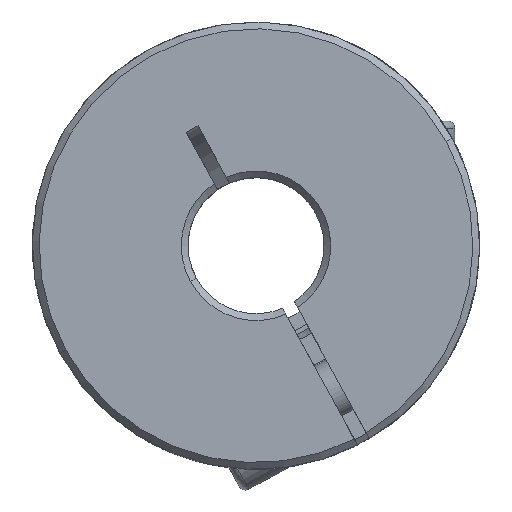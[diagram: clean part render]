
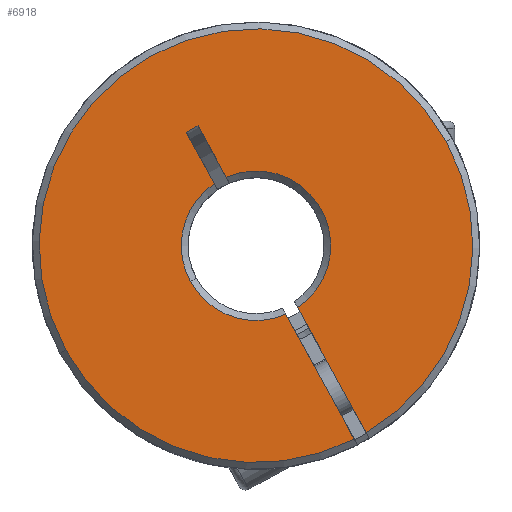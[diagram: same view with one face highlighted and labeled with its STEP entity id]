
A CAD part, front view. The second image highlights one B-rep face of the part: STEP entity #6918.
In plain terms, the highlighted planar face has unit normal (0, -1, 0).
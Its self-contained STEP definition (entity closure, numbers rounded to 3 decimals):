
#265 = VERTEX_POINT ( 'NONE', #8459 ) ;
#599 = ORIENTED_EDGE ( 'NONE', *, *, #6865, .T. ) ;
#1036 = ORIENTED_EDGE ( 'NONE', *, *, #2337, .T. ) ;
#1073 = EDGE_CURVE ( 'NONE', #8095, #3997, #7003, .T. ) ;
#1089 = CARTESIAN_POINT ( 'NONE',  ( 19.64, -18.227, 34.56 ) ) ;
#1095 = EDGE_LOOP ( 'NONE', ( #12908, #599, #10254, #9347, #9311, #2750, #1036, #13654, #2490, #2808, #13909 ) ) ;
#1110 = LINE ( 'NONE', #10185, #9997 ) ;
#1862 = CARTESIAN_POINT ( 'NONE',  ( 17.153, -18.227, 39.101 ) ) ;
#1978 = DIRECTION ( 'NONE',  ( 0., -1., 0. ) ) ;
#2171 = VERTEX_POINT ( 'NONE', #13506 ) ;
#2337 = EDGE_CURVE ( 'NONE', #3997, #13921, #9329, .T. ) ;
#2490 = ORIENTED_EDGE ( 'NONE', *, *, #12562, .F. ) ;
#2624 = VECTOR ( 'NONE', #10799, 1000. ) ;
#2649 = VECTOR ( 'NONE', #10892, 1000. ) ;
#2750 = ORIENTED_EDGE ( 'NONE', *, *, #1073, .T. ) ;
#2789 = CARTESIAN_POINT ( 'NONE',  ( 33.044, -18.227, 12.584 ) ) ;
#2808 = ORIENTED_EDGE ( 'NONE', *, *, #3681, .T. ) ;
#2844 = DIRECTION ( 'NONE',  ( -0.877, 0., -0.48 ) ) ;
#3211 = EDGE_CURVE ( 'NONE', #15443, #15217, #10723, .T. ) ;
#3303 = DIRECTION ( 'NONE',  ( 0., 1., 0. ) ) ;
#3389 = CARTESIAN_POINT ( 'NONE',  ( 23.323, -18.227, 29.083 ) ) ;
#3426 = VERTEX_POINT ( 'NONE', #9947 ) ;
#3558 = VERTEX_POINT ( 'NONE', #15554 ) ;
#3681 = EDGE_CURVE ( 'NONE', #265, #3426, #11266, .T. ) ;
#3997 = VERTEX_POINT ( 'NONE', #9661 ) ;
#4640 = DIRECTION ( 'NONE',  ( -0.877, 0., -0.48 ) ) ;
#4780 = DIRECTION ( 'NONE',  ( -0.877, 0., -0.48 ) ) ;
#4997 = LINE ( 'NONE', #7778, #10311 ) ;
#5188 = CARTESIAN_POINT ( 'NONE',  ( 23.323, -18.227, 29.083 ) ) ;
#5434 = DIRECTION ( 'NONE',  ( 0., 1., 0. ) ) ;
#5767 = CARTESIAN_POINT ( 'NONE',  ( 23.323, -18.227, 29.083 ) ) ;
#5825 = CARTESIAN_POINT ( 'NONE',  ( 23.323, -18.227, 29.083 ) ) ;
#5890 = LINE ( 'NONE', #12384, #2649 ) ;
#5906 = PLANE ( 'NONE',  #8553 ) ;
#6076 = CIRCLE ( 'NONE', #11867, 6.6 ) ;
#6865 = EDGE_CURVE ( 'NONE', #14258, #15217, #12982, .T. ) ;
#6918 = ADVANCED_FACE ( 'NONE', ( #10996 ), #5906, .T. ) ;
#7003 = CIRCLE ( 'NONE', #13336, 19.15 ) ;
#7027 = DIRECTION ( 'NONE',  ( -0.877, 0., -0.48 ) ) ;
#7095 = CIRCLE ( 'NONE', #12363, 6.6 ) ;
#7215 = CARTESIAN_POINT ( 'NONE',  ( 20.692, -18.227, 35.136 ) ) ;
#7778 = CARTESIAN_POINT ( 'NONE',  ( 23.219, -18.227, 30.522 ) ) ;
#8095 = VERTEX_POINT ( 'NONE', #2789 ) ;
#8281 = DIRECTION ( 'NONE',  ( -0.877, 0., -0.48 ) ) ;
#8375 = AXIS2_PLACEMENT_3D ( 'NONE', #9842, #13386, #7027 ) ;
#8459 = CARTESIAN_POINT ( 'NONE',  ( 25.954, -18.227, 23.03 ) ) ;
#8553 = AXIS2_PLACEMENT_3D ( 'NONE', #5825, #14633, #4780 ) ;
#8581 = EDGE_CURVE ( 'NONE', #15443, #3558, #6076, .T. ) ;
#8870 = CIRCLE ( 'NONE', #12312, 19.15 ) ;
#9077 = EDGE_CURVE ( 'NONE', #8095, #3558, #4997, .T. ) ;
#9311 = ORIENTED_EDGE ( 'NONE', *, *, #9077, .F. ) ;
#9329 = CIRCLE ( 'NONE', #11960, 19.15 ) ;
#9347 = ORIENTED_EDGE ( 'NONE', *, *, #8581, .T. ) ;
#9661 = CARTESIAN_POINT ( 'NONE',  ( 40.119, -18.227, 38.282 ) ) ;
#9842 = CARTESIAN_POINT ( 'NONE',  ( 23.323, -18.227, 29.083 ) ) ;
#9947 = CARTESIAN_POINT ( 'NONE',  ( 17.535, -18.227, 25.913 ) ) ;
#9997 = VECTOR ( 'NONE', #16124, 1000. ) ;
#10185 = CARTESIAN_POINT ( 'NONE',  ( 31.991, -18.227, 12.007 ) ) ;
#10254 = ORIENTED_EDGE ( 'NONE', *, *, #3211, .F. ) ;
#10285 = DIRECTION ( 'NONE',  ( 0., -1., 0. ) ) ;
#10311 = VECTOR ( 'NONE', #12551, 1000. ) ;
#10555 = CARTESIAN_POINT ( 'NONE',  ( 23.323, -18.227, 29.083 ) ) ;
#10598 = CARTESIAN_POINT ( 'NONE',  ( 6.527, -18.227, 19.884 ) ) ;
#10723 = LINE ( 'NONE', #14690, #2624 ) ;
#10799 = DIRECTION ( 'NONE',  ( -0.48, 0., 0.877 ) ) ;
#10892 = DIRECTION ( 'NONE',  ( 0.48, 0., -0.877 ) ) ;
#10996 = FACE_OUTER_BOUND ( 'NONE', #1095, .T. ) ;
#11266 = CIRCLE ( 'NONE', #8375, 6.6 ) ;
#11761 = DIRECTION ( 'NONE',  ( 0.877, 0., 0.48 ) ) ;
#11867 = AXIS2_PLACEMENT_3D ( 'NONE', #14490, #5434, #14572 ) ;
#11960 = AXIS2_PLACEMENT_3D ( 'NONE', #5767, #13340, #4640 ) ;
#12150 = EDGE_CURVE ( 'NONE', #13921, #2171, #8870, .T. ) ;
#12312 = AXIS2_PLACEMENT_3D ( 'NONE', #5188, #10285, #2844 ) ;
#12363 = AXIS2_PLACEMENT_3D ( 'NONE', #3389, #3303, #8281 ) ;
#12384 = CARTESIAN_POINT ( 'NONE',  ( 22.167, -18.227, 29.946 ) ) ;
#12551 = DIRECTION ( 'NONE',  ( -0.48, 0., 0.877 ) ) ;
#12562 = EDGE_CURVE ( 'NONE', #265, #2171, #5890, .T. ) ;
#12908 = ORIENTED_EDGE ( 'NONE', *, *, #14050, .T. ) ;
#12982 = LINE ( 'NONE', #1862, #14603 ) ;
#13336 = AXIS2_PLACEMENT_3D ( 'NONE', #10555, #1978, #15347 ) ;
#13340 = DIRECTION ( 'NONE',  ( 0., -1., 0. ) ) ;
#13386 = DIRECTION ( 'NONE',  ( 0., 1., 0. ) ) ;
#13506 = CARTESIAN_POINT ( 'NONE',  ( 31.991, -18.227, 12.007 ) ) ;
#13654 = ORIENTED_EDGE ( 'NONE', *, *, #12150, .T. ) ;
#13909 = ORIENTED_EDGE ( 'NONE', *, *, #13986, .T. ) ;
#13921 = VERTEX_POINT ( 'NONE', #10598 ) ;
#13986 = EDGE_CURVE ( 'NONE', #3426, #14338, #7095, .T. ) ;
#14050 = EDGE_CURVE ( 'NONE', #14338, #14258, #1110, .T. ) ;
#14258 = VERTEX_POINT ( 'NONE', #16033 ) ;
#14338 = VERTEX_POINT ( 'NONE', #1089 ) ;
#14490 = CARTESIAN_POINT ( 'NONE',  ( 23.323, -18.227, 29.083 ) ) ;
#14572 = DIRECTION ( 'NONE',  ( -0.877, 0., -0.48 ) ) ;
#14603 = VECTOR ( 'NONE', #11761, 1000. ) ;
#14633 = DIRECTION ( 'NONE',  ( 0., -1., 0. ) ) ;
#14690 = CARTESIAN_POINT ( 'NONE',  ( 33.044, -18.227, 12.584 ) ) ;
#15002 = CARTESIAN_POINT ( 'NONE',  ( 18.205, -18.227, 39.677 ) ) ;
#15217 = VERTEX_POINT ( 'NONE', #15002 ) ;
#15347 = DIRECTION ( 'NONE',  ( -0.877, 0., -0.48 ) ) ;
#15443 = VERTEX_POINT ( 'NONE', #7215 ) ;
#15554 = CARTESIAN_POINT ( 'NONE',  ( 27.007, -18.227, 23.607 ) ) ;
#16033 = CARTESIAN_POINT ( 'NONE',  ( 17.153, -18.227, 39.101 ) ) ;
#16124 = DIRECTION ( 'NONE',  ( -0.48, 0., 0.877 ) ) ;
